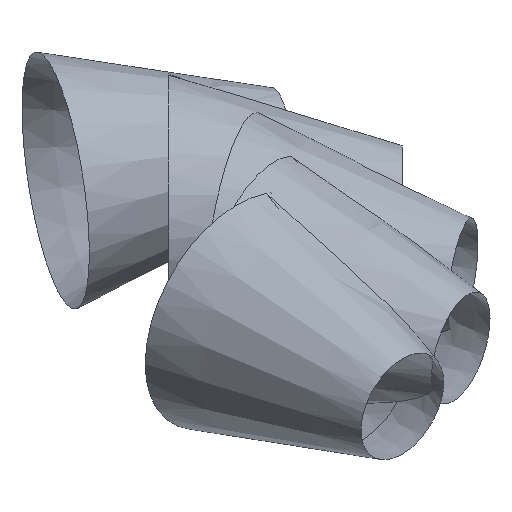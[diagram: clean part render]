
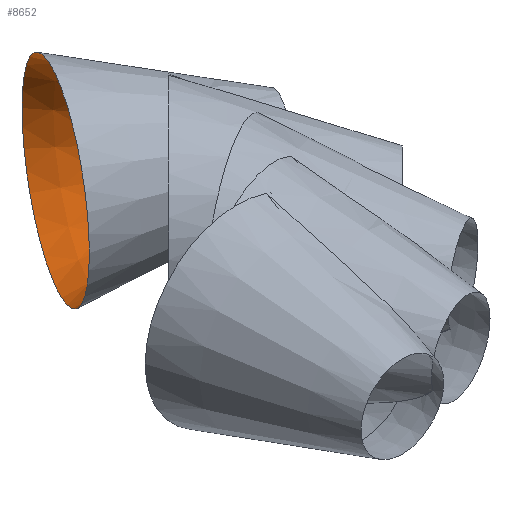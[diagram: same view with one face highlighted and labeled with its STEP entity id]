
A CAD part, isometric view. The second image highlights one B-rep face of the part: STEP entity #8652.
In plain terms, the highlighted conical face has half-angle 21.97 degrees and reference radius 18.221 mm.
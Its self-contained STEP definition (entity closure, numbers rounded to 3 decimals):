
#150 = CONICAL_SURFACE('',#151,22.255,0.297);
#151 = AXIS2_PLACEMENT_3D('',#152,#153,#154);
#152 = CARTESIAN_POINT('',(5.359,89.282,0.));
#153 = DIRECTION('',(-0.866,0.5,0.));
#154 = DIRECTION('',(0.5,0.866,0.));
#584 = CONICAL_SURFACE('',#585,14.918,0.319);
#585 = AXIS2_PLACEMENT_3D('',#586,#587,#588);
#586 = CARTESIAN_POINT('',(22.679,79.282,0.));
#587 = DIRECTION('',(-0.866,0.5,0.));
#588 = DIRECTION('',(0.5,0.866,0.));
#2120 = VERTEX_POINT('',#2121);
#2121 = CARTESIAN_POINT('',(16.487,108.556,0.));
#2142 = EDGE_CURVE('',#2120,#2120,#2143,.T.);
#2143 = SURFACE_CURVE('',#2144,(#2149,#2156),.PCURVE_S1.);
#2144 = CIRCLE('',#2145,22.255);
#2145 = AXIS2_PLACEMENT_3D('',#2146,#2147,#2148);
#2146 = CARTESIAN_POINT('',(5.359,89.282,0.));
#2147 = DIRECTION('',(-0.866,0.5,0.));
#2148 = DIRECTION('',(0.5,0.866,0.));
#2149 = PCURVE('',#150,#2150);
#2150 = DEFINITIONAL_REPRESENTATION('',(#2151),#2155);
#2151 = LINE('',#2152,#2153);
#2152 = CARTESIAN_POINT('',(0.,-0.));
#2153 = VECTOR('',#2154,1.);
#2154 = DIRECTION('',(1.,-0.));
#2155 = ( GEOMETRIC_REPRESENTATION_CONTEXT(2) 
PARAMETRIC_REPRESENTATION_CONTEXT() REPRESENTATION_CONTEXT('2D SPACE',''
  ) );
#2156 = PCURVE('',#2157,#2162);
#2157 = CONICAL_SURFACE('',#2158,18.221,0.383);
#2158 = AXIS2_PLACEMENT_3D('',#2159,#2160,#2161);
#2159 = CARTESIAN_POINT('',(14.019,84.282,0.));
#2160 = DIRECTION('',(-0.866,0.5,0.));
#2161 = DIRECTION('',(0.5,0.866,0.));
#2162 = DEFINITIONAL_REPRESENTATION('',(#2163),#2167);
#2163 = LINE('',#2164,#2165);
#2164 = CARTESIAN_POINT('',(0.,10.));
#2165 = VECTOR('',#2166,1.);
#2166 = DIRECTION('',(1.,0.));
#2167 = ( GEOMETRIC_REPRESENTATION_CONTEXT(2) 
PARAMETRIC_REPRESENTATION_CONTEXT() REPRESENTATION_CONTEXT('2D SPACE',''
  ) );
#2972 = VERTEX_POINT('',#2973);
#2973 = CARTESIAN_POINT('',(23.13,100.062,0.));
#2994 = EDGE_CURVE('',#2972,#2972,#2995,.T.);
#2995 = SURFACE_CURVE('',#2996,(#3001,#3008),.PCURVE_S1.);
#2996 = CIRCLE('',#2997,18.221);
#2997 = AXIS2_PLACEMENT_3D('',#2998,#2999,#3000);
#2998 = CARTESIAN_POINT('',(14.019,84.282,0.));
#2999 = DIRECTION('',(-0.866,0.5,0.));
#3000 = DIRECTION('',(0.5,0.866,0.));
#3001 = PCURVE('',#584,#3002);
#3002 = DEFINITIONAL_REPRESENTATION('',(#3003),#3007);
#3003 = LINE('',#3004,#3005);
#3004 = CARTESIAN_POINT('',(0.,10.));
#3005 = VECTOR('',#3006,1.);
#3006 = DIRECTION('',(1.,0.));
#3007 = ( GEOMETRIC_REPRESENTATION_CONTEXT(2) 
PARAMETRIC_REPRESENTATION_CONTEXT() REPRESENTATION_CONTEXT('2D SPACE',''
  ) );
#3008 = PCURVE('',#2157,#3009);
#3009 = DEFINITIONAL_REPRESENTATION('',(#3010),#3014);
#3010 = LINE('',#3011,#3012);
#3011 = CARTESIAN_POINT('',(0.,0.));
#3012 = VECTOR('',#3013,1.);
#3013 = DIRECTION('',(1.,0.));
#3014 = ( GEOMETRIC_REPRESENTATION_CONTEXT(2) 
PARAMETRIC_REPRESENTATION_CONTEXT() REPRESENTATION_CONTEXT('2D SPACE',''
  ) );
#8652 = ADVANCED_FACE('',(#8653),#2157,.F.);
#8653 = FACE_BOUND('',#8654,.F.);
#8654 = EDGE_LOOP('',(#8655,#8656,#8677,#8678));
#8655 = ORIENTED_EDGE('',*,*,#2994,.T.);
#8656 = ORIENTED_EDGE('',*,*,#8657,.T.);
#8657 = EDGE_CURVE('',#2972,#2120,#8658,.T.);
#8658 = SEAM_CURVE('',#8659,(#8663,#8670),.PCURVE_S1.);
#8659 = LINE('',#8660,#8661);
#8660 = CARTESIAN_POINT('',(23.13,100.062,0.));
#8661 = VECTOR('',#8662,1.);
#8662 = DIRECTION('',(-0.616,0.788,0.));
#8663 = PCURVE('',#2157,#8664);
#8664 = DEFINITIONAL_REPRESENTATION('',(#8665),#8669);
#8665 = LINE('',#8666,#8667);
#8666 = CARTESIAN_POINT('',(0.,0.));
#8667 = VECTOR('',#8668,1.);
#8668 = DIRECTION('',(0.,1.));
#8669 = ( GEOMETRIC_REPRESENTATION_CONTEXT(2) 
PARAMETRIC_REPRESENTATION_CONTEXT() REPRESENTATION_CONTEXT('2D SPACE',''
  ) );
#8670 = PCURVE('',#2157,#8671);
#8671 = DEFINITIONAL_REPRESENTATION('',(#8672),#8676);
#8672 = LINE('',#8673,#8674);
#8673 = CARTESIAN_POINT('',(6.283,0.));
#8674 = VECTOR('',#8675,1.);
#8675 = DIRECTION('',(0.,1.));
#8676 = ( GEOMETRIC_REPRESENTATION_CONTEXT(2) 
PARAMETRIC_REPRESENTATION_CONTEXT() REPRESENTATION_CONTEXT('2D SPACE',''
  ) );
#8677 = ORIENTED_EDGE('',*,*,#2142,.F.);
#8678 = ORIENTED_EDGE('',*,*,#8657,.F.);
